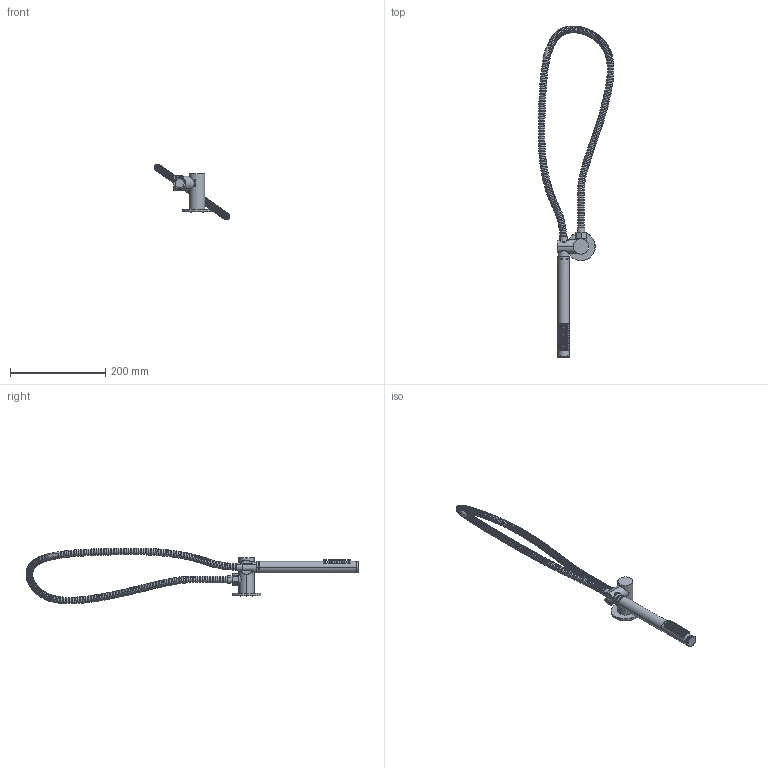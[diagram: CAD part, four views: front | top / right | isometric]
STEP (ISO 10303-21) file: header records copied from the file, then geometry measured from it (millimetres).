
FILE_DESCRIPTION((''),'2;1');
FILE_NAME('P00001-23-20250709_ASM','2025-10-29T18:31:33',('Administrator'),(''),'CREO PARAMETRIC BY PTC INC, 2021023','CREO PARAMETRIC BY PTC INC, 2021023','');
FILE_SCHEMA(('CONFIG_CONTROL_DESIGN'));
Length unit declared in the file: millimetre
Products named in the file (22): 0001_1; 00_1; 0003_1; PRT0017_1; 29X2_1_1_1; M5_SOCKET_HEAD_CAP_SCREW_X12__1; WPKA0213_1_1; P00001-000_ASM_1_ASM; RUANGUAN; WPRC0868ZCP_1_1; WPCC0429WCP_1_1; WPCC0430WCP_1_1; WPTE0393WGW_1_1; WPTE0395WWH_1_1; WPTE0394WWH_1_1; WPTE0396WWH_1_1; WPOE0079WBK_1_1; WPOE0094WBK_1_1; WPPE0043WWH_1_1; C0001_ASM_1_ASM_1_ASM; C0001_ASM_1_ASM; P00001-23-20250709_ASM
Assembly tree (23 placements, depth 4):
  P00001-23-20250709_ASM
    P00001-000_ASM_1_ASM
      0001_1
      00_1
      0003_1
      PRT0017_1
      29X2_1_1_1
      M5_SOCKET_HEAD_CAP_SCREW_X12__1
      WPKA0213_1_1
    RUANGUAN
    C0001_ASM_1_ASM
      C0001_ASM_1_ASM_1_ASM
        WPRC0868ZCP_1_1
        WPCC0429WCP_1_1
        WPCC0430WCP_1_1
        WPTE0393WGW_1_1
        WPTE0395WWH_1_1
        WPTE0394WWH_1_1
        WPTE0396WWH_1_1
        WPOE0079WBK_1_1  x3
        WPOE0094WBK_1_1
        WPPE0043WWH_1_1
Bounding box: 158.76 x 695.92 x 117.1 mm (x, y, z)
Volume: 277605.6 mm3; surface area: 156117.3 mm2
Topology: 20 solids, 23 shells, 1740 faces, 3911 edges, 2564 vertices
Faces by surface type: cylinder 605, plane 454, bspline 377, cone 272, torus 30, sphere 2
Entity records: 388400 total; most frequent: CARTESIAN_POINT 352538, ORIENTED_EDGE 7748, DIRECTION 6059, EDGE_CURVE 3885, VERTEX_POINT 2556, AXIS2_PLACEMENT_3D 2499, EDGE_LOOP 2313, B_SPLINE_CURVE_WITH_KNOTS 1749
